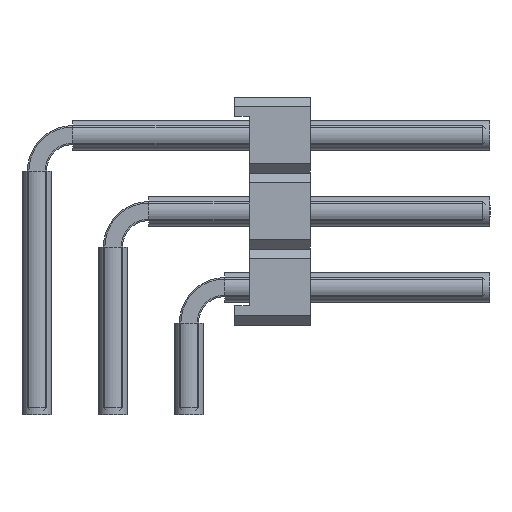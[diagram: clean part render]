
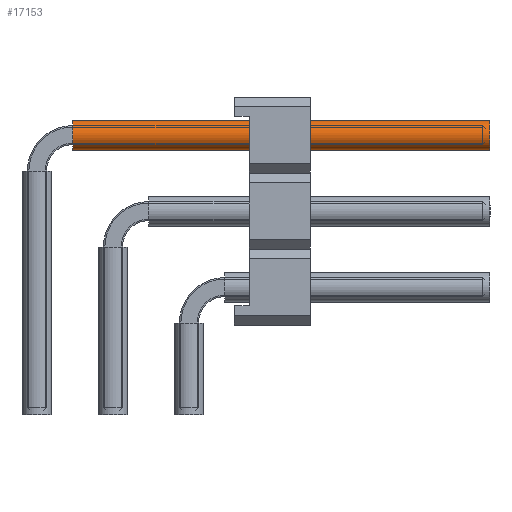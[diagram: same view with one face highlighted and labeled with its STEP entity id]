
A CAD part, left-side view. The second image highlights one B-rep face of the part: STEP entity #17153.
In plain terms, the highlighted cylindrical face has radius 0.5 mm (diameter 1 mm), a full revolution.
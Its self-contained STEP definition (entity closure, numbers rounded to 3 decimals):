
#9174=ORIENTED_EDGE('',*,*,#11704,.F.);
#9175=ORIENTED_EDGE('',*,*,#11705,.T.);
#11704=EDGE_CURVE('',#13364,#13364,#14032,.T.);
#11705=EDGE_CURVE('',#13365,#13365,#14033,.T.);
#13364=VERTEX_POINT('',#28588);
#13365=VERTEX_POINT('',#28590);
#14032=CIRCLE('',#18731,0.5);
#14033=CIRCLE('',#18732,0.5);
#15004=EDGE_LOOP('',(#9174));
#15005=EDGE_LOOP('',(#9175));
#15990=FACE_BOUND('',#15004,.T.);
#15991=FACE_BOUND('',#15005,.T.);
#16337=CYLINDRICAL_SURFACE('',#18730,0.5);
#17153=ADVANCED_FACE('',(#15990,#15991),#16337,.F.);
#18730=AXIS2_PLACEMENT_3D('',#28586,#23503,#23504);
#18731=AXIS2_PLACEMENT_3D('',#28587,#23505,#23506);
#18732=AXIS2_PLACEMENT_3D('',#28589,#23507,#23508);
#23503=DIRECTION('',(1.,0.,0.));
#23504=DIRECTION('',(0.,0.,-1.));
#23505=DIRECTION('',(-1.,0.,0.));
#23506=DIRECTION('',(0.,0.,1.));
#23507=DIRECTION('',(-1.,0.,0.));
#23508=DIRECTION('',(0.,0.,1.));
#28586=CARTESIAN_POINT('',(1.2,0.,9.35));
#28587=CARTESIAN_POINT('',(15.14,0.,9.35));
#28588=CARTESIAN_POINT('',(15.14,0.,9.85));
#28589=CARTESIAN_POINT('',(1.2,0.,9.35));
#28590=CARTESIAN_POINT('',(1.2,0.,9.85));
